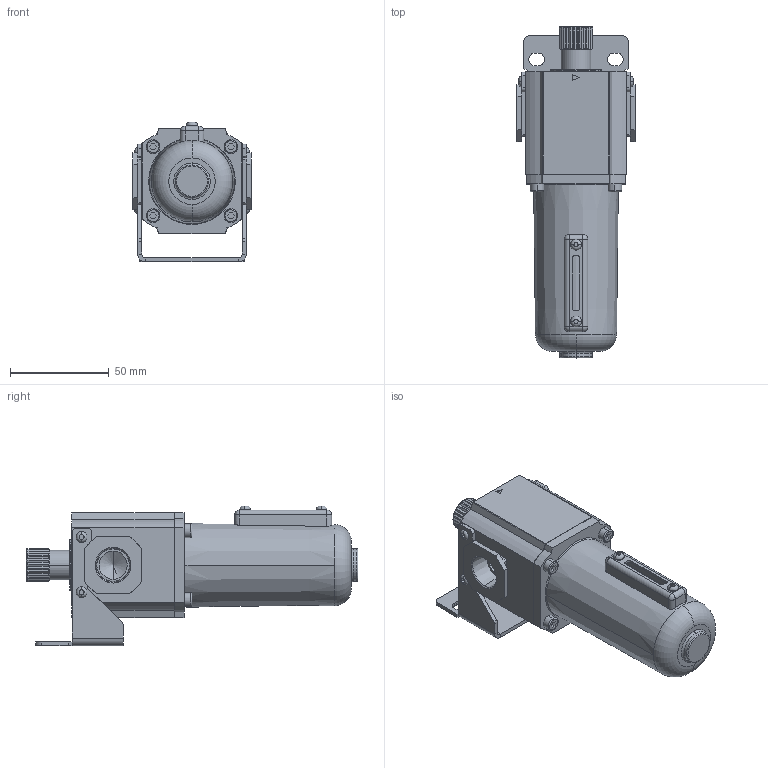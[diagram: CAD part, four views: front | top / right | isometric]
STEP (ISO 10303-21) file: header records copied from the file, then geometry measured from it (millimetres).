
FILE_DESCRIPTION (( 'STEP AP203' ), '1' );
FILE_NAME ('AL-33-D.step', '2015-11-09T22:40:57', ( '' ), ( '' ), 'SwSTEP 2.0', 'SolidWorks 2015', '' );
FILE_SCHEMA (( 'CONFIG_CONTROL_DESIGN' ));
Length unit declared in the file: millimetre
Products named in the file (1): AL-33-D
Bounding box: 60 x 168.5 x 71 mm (x, y, z)
Volume: 276142.8 mm3; surface area: 47752.3 mm2
Topology: 7 solids, 7 shells, 575 faces, 1486 edges, 954 vertices
Faces by surface type: plane 335, cylinder 110, bspline 72, torus 32, cone 18, sphere 8
Entity records: 21937 total; most frequent: CARTESIAN_POINT 8396, ORIENTED_EDGE 2948, DIRECTION 2510, EDGE_CURVE 1474, VERTEX_POINT 954, VECTOR 862, LINE 862, AXIS2_PLACEMENT_3D 824
